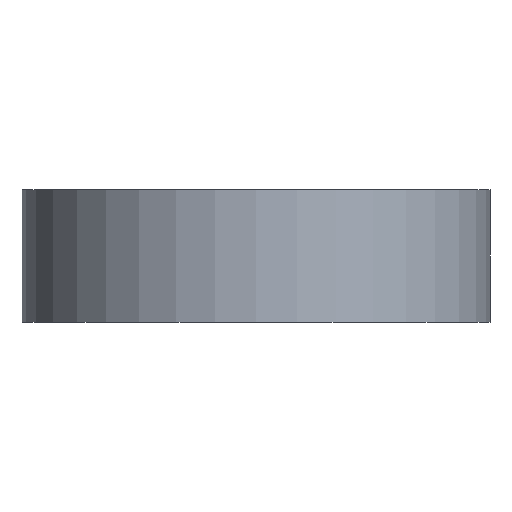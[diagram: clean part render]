
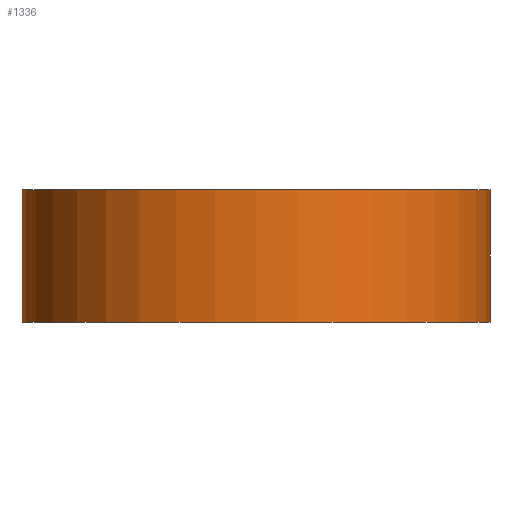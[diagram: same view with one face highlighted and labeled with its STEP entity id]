
A CAD part, front view. The second image highlights one B-rep face of the part: STEP entity #1336.
In plain terms, the highlighted cylindrical face has radius 23 mm (diameter 46 mm), a full revolution.
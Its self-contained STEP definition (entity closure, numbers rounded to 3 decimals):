
#132=FACE_OUTER_BOUND('',#208,.T.);
#208=EDGE_LOOP('',(#1220,#1221,#1222,#1223));
#244=CIRCLE('',#1421,23.);
#250=CIRCLE('',#1433,23.);
#420=LINE('',#4087,#478);
#478=VECTOR('',#1656,23.);
#605=VERTEX_POINT('',#4065);
#611=VERTEX_POINT('',#4086);
#807=EDGE_CURVE('',#605,#605,#244,.T.);
#816=EDGE_CURVE('',#605,#611,#420,.T.);
#817=EDGE_CURVE('',#611,#611,#250,.T.);
#1220=ORIENTED_EDGE('',*,*,#807,.F.);
#1221=ORIENTED_EDGE('',*,*,#816,.T.);
#1222=ORIENTED_EDGE('',*,*,#817,.T.);
#1223=ORIENTED_EDGE('',*,*,#816,.F.);
#1264=CYLINDRICAL_SURFACE('',#1432,23.);
#1336=ADVANCED_FACE('',(#132),#1264,.T.);
#1421=AXIS2_PLACEMENT_3D('',#4066,#1629,#1630);
#1432=AXIS2_PLACEMENT_3D('',#4085,#1654,#1655);
#1433=AXIS2_PLACEMENT_3D('',#4088,#1657,#1658);
#1629=DIRECTION('center_axis',(0.,0.,1.));
#1630=DIRECTION('ref_axis',(1.,0.,0.));
#1654=DIRECTION('center_axis',(0.,0.,1.));
#1655=DIRECTION('ref_axis',(1.,0.,0.));
#1656=DIRECTION('',(0.,0.,-1.));
#1657=DIRECTION('center_axis',(0.,0.,1.));
#1658=DIRECTION('ref_axis',(1.,0.,0.));
#4065=CARTESIAN_POINT('',(-23.,0.,13.));
#4066=CARTESIAN_POINT('Origin',(0.,0.,13.));
#4085=CARTESIAN_POINT('Origin',(0.,0.,0.));
#4086=CARTESIAN_POINT('',(-23.,0.,0.));
#4087=CARTESIAN_POINT('',(-23.,0.,0.));
#4088=CARTESIAN_POINT('Origin',(0.,0.,0.));
